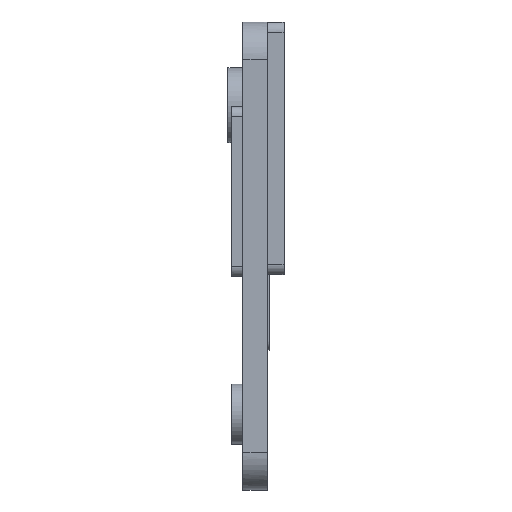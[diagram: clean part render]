
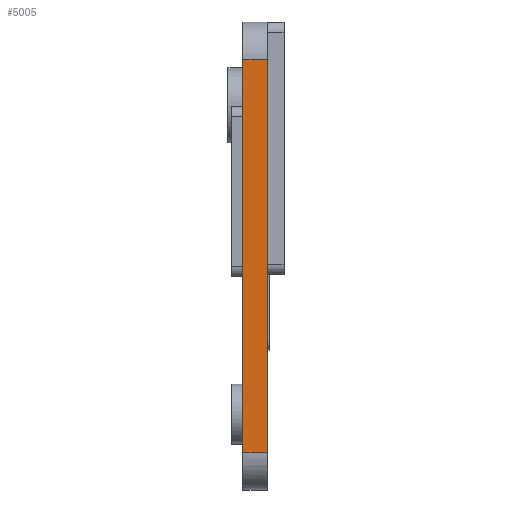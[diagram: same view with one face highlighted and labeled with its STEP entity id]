
A CAD part, left-side view. The second image highlights one B-rep face of the part: STEP entity #5005.
In plain terms, the highlighted free-form (B-spline) face has degree [1, 1] with [2, 2] control points.
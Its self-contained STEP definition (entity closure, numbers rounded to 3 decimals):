
#4843 = VERTEX_POINT('',#4844);
#4844 = CARTESIAN_POINT('',(-199.282,0.,-86.287));
#4850 = EDGE_CURVE('',#4843,#4851,#4853,.T.);
#4851 = VERTEX_POINT('',#4852);
#4852 = CARTESIAN_POINT('',(-199.282,0.,86.287));
#4853 = B_SPLINE_CURVE_WITH_KNOTS('',1,(#4854,#4855),.UNSPECIFIED.,.F.,
  .F.,(2,2),(-210.,0.),.PIECEWISE_BEZIER_KNOTS.);
#4854 = CARTESIAN_POINT('',(-199.282,0.,-86.287));
#4855 = CARTESIAN_POINT('',(-199.282,0.,86.287));
#4985 = VERTEX_POINT('',#4986);
#4986 = CARTESIAN_POINT('',(-199.282,-10.683,
    86.287));
#4994 = EDGE_CURVE('',#4985,#4851,#4995,.T.);
#4995 = B_SPLINE_CURVE_WITH_KNOTS('',1,(#4996,#4997),.UNSPECIFIED.,.F.,
  .F.,(2,2),(9.,22.),.PIECEWISE_BEZIER_KNOTS.);
#4996 = CARTESIAN_POINT('',(-199.282,-10.683,
    86.287));
#4997 = CARTESIAN_POINT('',(-199.282,0.,86.287));
#5005 = ADVANCED_FACE('',(#5006),#5022,.T.);
#5006 = FACE_BOUND('',#5007,.T.);
#5007 = EDGE_LOOP('',(#5008,#5015,#5016,#5017));
#5008 = ORIENTED_EDGE('',*,*,#5009,.F.);
#5009 = EDGE_CURVE('',#4985,#5010,#5012,.T.);
#5010 = VERTEX_POINT('',#5011);
#5011 = CARTESIAN_POINT('',(-199.282,-10.683,
    -86.287));
#5012 = B_SPLINE_CURVE_WITH_KNOTS('',1,(#5013,#5014),.UNSPECIFIED.,.F.,
  .F.,(2,2),(0.,210.),.PIECEWISE_BEZIER_KNOTS.);
#5013 = CARTESIAN_POINT('',(-199.282,-10.683,
    86.287));
#5014 = CARTESIAN_POINT('',(-199.282,-10.683,
    -86.287));
#5015 = ORIENTED_EDGE('',*,*,#4994,.T.);
#5016 = ORIENTED_EDGE('',*,*,#4850,.F.);
#5017 = ORIENTED_EDGE('',*,*,#5018,.F.);
#5018 = EDGE_CURVE('',#5010,#4843,#5019,.T.);
#5019 = B_SPLINE_CURVE_WITH_KNOTS('',1,(#5020,#5021),.UNSPECIFIED.,.F.,
  .F.,(2,2),(9.,22.),.PIECEWISE_BEZIER_KNOTS.);
#5020 = CARTESIAN_POINT('',(-199.282,-10.683,
    -86.287));
#5021 = CARTESIAN_POINT('',(-199.282,0.,-86.287));
#5022 = B_SPLINE_SURFACE_WITH_KNOTS('',1,1,(
    (#5023,#5024)
    ,(#5025,#5026
    )),.UNSPECIFIED.,.F.,.F.,.F.,(2,2),(2,2),(-210.,0.),(
    9.,22.),.PIECEWISE_BEZIER_KNOTS.);
#5023 = CARTESIAN_POINT('',(-199.282,-10.683,
    -86.287));
#5024 = CARTESIAN_POINT('',(-199.282,0.,-86.287));
#5025 = CARTESIAN_POINT('',(-199.282,-10.683,
    86.287));
#5026 = CARTESIAN_POINT('',(-199.282,0.,86.287));
